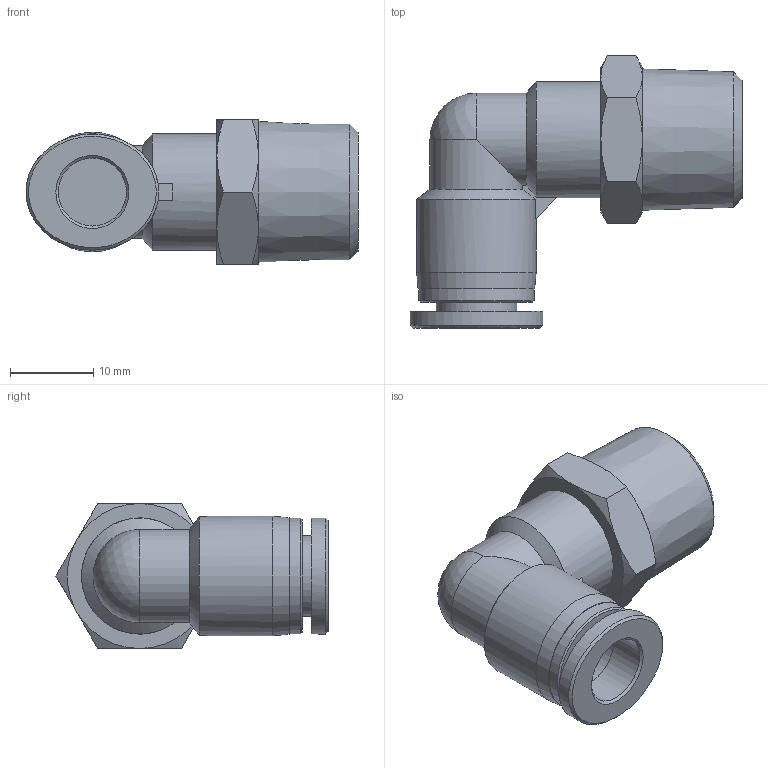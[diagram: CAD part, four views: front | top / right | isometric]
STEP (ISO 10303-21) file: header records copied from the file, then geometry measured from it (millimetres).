
FILE_DESCRIPTION((''),'2;1');
FILE_NAME('PL 5_16-N03U.stp','2016-10-12T10:43:18',('Administrator'),(''),'Autodesk Inventor 2013','Autodesk Inventor 2013','');
FILE_SCHEMA(('CONFIG_CONTROL_DESIGN'));
Length unit declared in the file: millimetre
Products named in the file (4): PL 5_16-N03U; NL 5_16-NPT3_8 BODY; NL 08 BODY; SLEEVE N5_16L
Assembly tree (3 placements, depth 2):
  PL 5_16-N03U
    NL 5_16-NPT3_8 BODY
    NL 08 BODY
    SLEEVE N5_16L
Bounding box: 40 x 32.78 x 17.46 mm (x, y, z)
Volume: 7967.4 mm3; surface area: 4125.1 mm2
Topology: 3 solids, 3 shells, 53 faces, 109 edges, 66 vertices
Faces by surface type: plane 23, cone 19, cylinder 8, bspline 2, sphere 1
Full cylindrical faces by diameter (mm): 8.2 x2, 9.7 x1, 13.9 x1, 14 x1, 14.4 x1
Entity records: 1508 total; most frequent: CARTESIAN_POINT 393, DIRECTION 223, ORIENTED_EDGE 192, AXIS2_PLACEMENT_3D 99, EDGE_CURVE 96, EDGE_LOOP 71, VERTEX_POINT 65, FACE_OUTER_BOUND 53
